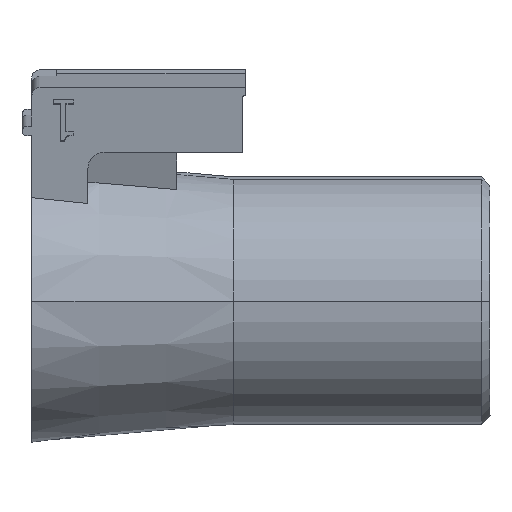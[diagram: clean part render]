
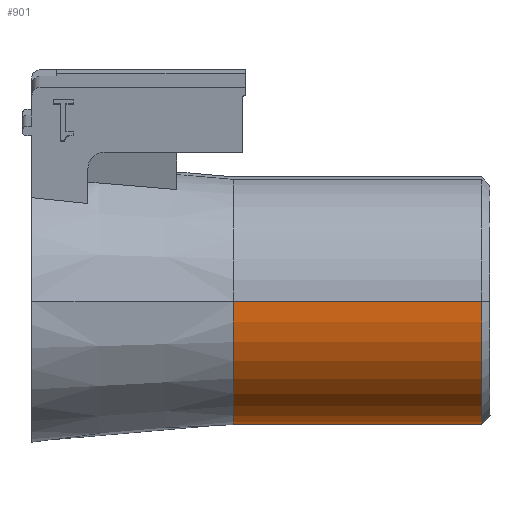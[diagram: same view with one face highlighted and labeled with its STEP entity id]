
A CAD part, front view. The second image highlights one B-rep face of the part: STEP entity #901.
In plain terms, the highlighted cylindrical face has radius 7.5 mm (diameter 15 mm), a partial arc.
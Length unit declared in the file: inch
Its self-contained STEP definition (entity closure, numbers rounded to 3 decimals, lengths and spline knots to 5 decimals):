
#41 = DIRECTION ( 'NONE',  ( 1., 0., 0. ) ) ;
#95 = DIRECTION ( 'NONE',  ( 0., -1., 0. ) ) ;
#162 = ORIENTED_EDGE ( 'NONE', *, *, #2138, .T. ) ;
#225 = CARTESIAN_POINT ( 'NONE',  ( 0.7565, -0.3151, -0.00173 ) ) ;
#311 = LINE ( 'NONE', #641, #3814 ) ;
#358 = EDGE_LOOP ( 'NONE', ( #3157, #3378, #2045, #162 ) ) ;
#399 = CARTESIAN_POINT ( 'NONE',  ( 1.04331, -0.01983, -0.00173 ) ) ;
#620 = DIRECTION ( 'NONE',  ( 1., 0., 0. ) ) ;
#641 = CARTESIAN_POINT ( 'NONE',  ( 0.7565, 0.01581, -0.29485 ) ) ;
#675 = VERTEX_POINT ( 'NONE', #1660 ) ;
#767 = CARTESIAN_POINT ( 'NONE',  ( 0.45, -0.3151, -0.00173 ) ) ;
#830 = VERTEX_POINT ( 'NONE', #1501 ) ;
#886 = VECTOR ( 'NONE', #2085, 39.37008 ) ;
#901 = ADVANCED_FACE ( 'NONE', ( #3623 ), #2166, .T. ) ;
#951 = EDGE_CURVE ( 'NONE', #675, #830, #1055, .T. ) ;
#998 = AXIS2_PLACEMENT_3D ( 'NONE', #3597, #41, #2664 ) ;
#1055 = CIRCLE ( 'NONE', #2128, 0.29528 ) ;
#1152 = EDGE_CURVE ( 'NONE', #2607, #1292, #2387, .T. ) ;
#1292 = VERTEX_POINT ( 'NONE', #3638 ) ;
#1320 = DIRECTION ( 'NONE',  ( -1., 0., 0. ) ) ;
#1501 = CARTESIAN_POINT ( 'NONE',  ( 1.04331, -0.3151, -0.00173 ) ) ;
#1503 = AXIS2_PLACEMENT_3D ( 'NONE', #2149, #1871, #95 ) ;
#1576 = EDGE_CURVE ( 'NONE', #830, #2607, #2965, .T. ) ;
#1660 = CARTESIAN_POINT ( 'NONE',  ( 1.04331, 0.01581, -0.29485 ) ) ;
#1855 = DIRECTION ( 'NONE',  ( 0., -1., 0. ) ) ;
#1871 = DIRECTION ( 'NONE',  ( -1., 0., 0. ) ) ;
#2045 = ORIENTED_EDGE ( 'NONE', *, *, #1152, .T. ) ;
#2085 = DIRECTION ( 'NONE',  ( -1., 0., 0. ) ) ;
#2128 = AXIS2_PLACEMENT_3D ( 'NONE', #399, #1320, #1855 ) ;
#2138 = EDGE_CURVE ( 'NONE', #1292, #675, #311, .T. ) ;
#2149 = CARTESIAN_POINT ( 'NONE',  ( 0.7565, -0.01983, -0.00173 ) ) ;
#2166 = CYLINDRICAL_SURFACE ( 'NONE', #1503, 0.29528 ) ;
#2387 = CIRCLE ( 'NONE', #998, 0.29528 ) ;
#2607 = VERTEX_POINT ( 'NONE', #767 ) ;
#2664 = DIRECTION ( 'NONE',  ( 0., -1., 0. ) ) ;
#2965 = LINE ( 'NONE', #225, #886 ) ;
#3157 = ORIENTED_EDGE ( 'NONE', *, *, #951, .T. ) ;
#3378 = ORIENTED_EDGE ( 'NONE', *, *, #1576, .T. ) ;
#3597 = CARTESIAN_POINT ( 'NONE',  ( 0.45, -0.01983, -0.00173 ) ) ;
#3623 = FACE_OUTER_BOUND ( 'NONE', #358, .T. ) ;
#3638 = CARTESIAN_POINT ( 'NONE',  ( 0.45, 0.01581, -0.29485 ) ) ;
#3814 = VECTOR ( 'NONE', #620, 39.37008 ) ;
